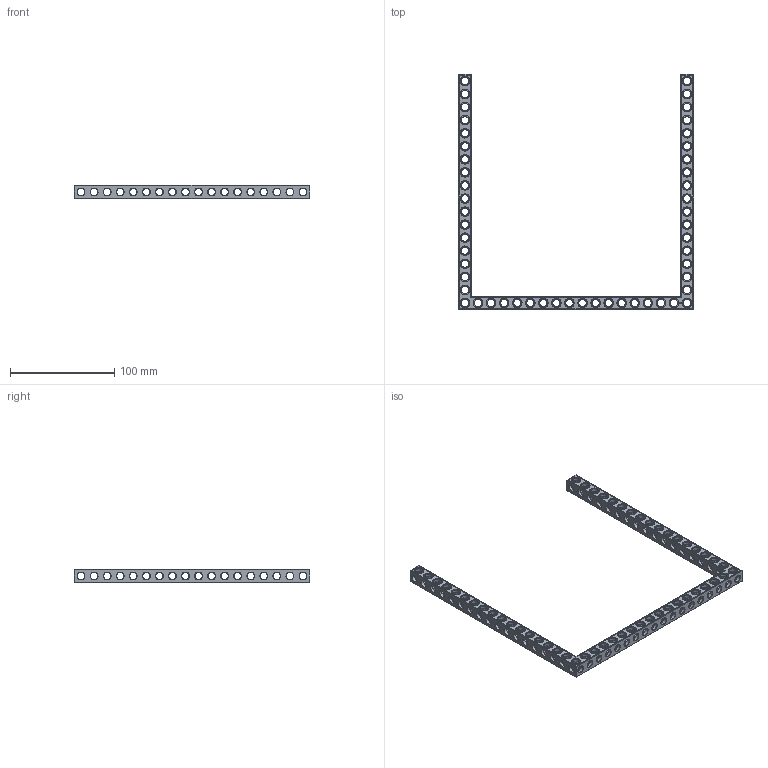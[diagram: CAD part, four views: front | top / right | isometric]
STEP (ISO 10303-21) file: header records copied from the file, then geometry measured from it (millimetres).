
FILE_DESCRIPTION(('FreeCAD Model'),'2;1');
FILE_NAME('Open CASCADE Shape Model','2022-03-06T23:06:43',('Author'),( ''),'Open CASCADE STEP processor 7.5','FreeCAD','Unknown');
FILE_SCHEMA(('AUTOMOTIVE_DESIGN { 1 0 10303 214 1 1 1 1 }'));
Products named in the file (1): Beam AGD ESS USH SYM BU18x18x01 - SPN-BEM-0610 (stemfie.org)
Bounding box: 225 x 225 x 12.5 mm (x, y, z)
Volume: 50810.9 mm3; surface area: 45292.9 mm2
Topology: 1 solids, 1 shells, 1106 faces, 3442 edges, 2216 vertices
Faces by surface type: plane 421, cylinder 313, cone 210, extrusion 162
Full cylindrical faces by diameter (mm): 6.98 x38, 7 x223, 9.2 x52
Entity records: 264484 total; most frequent: CARTESIAN_POINT 200701, DIRECTION 10332, ORIENTED_EDGE 6884, PCURVE 6884, DEFINITIONAL_REPRESENTATION 6884, VECTOR 6024, LINE 5862, EDGE_CURVE 3442
